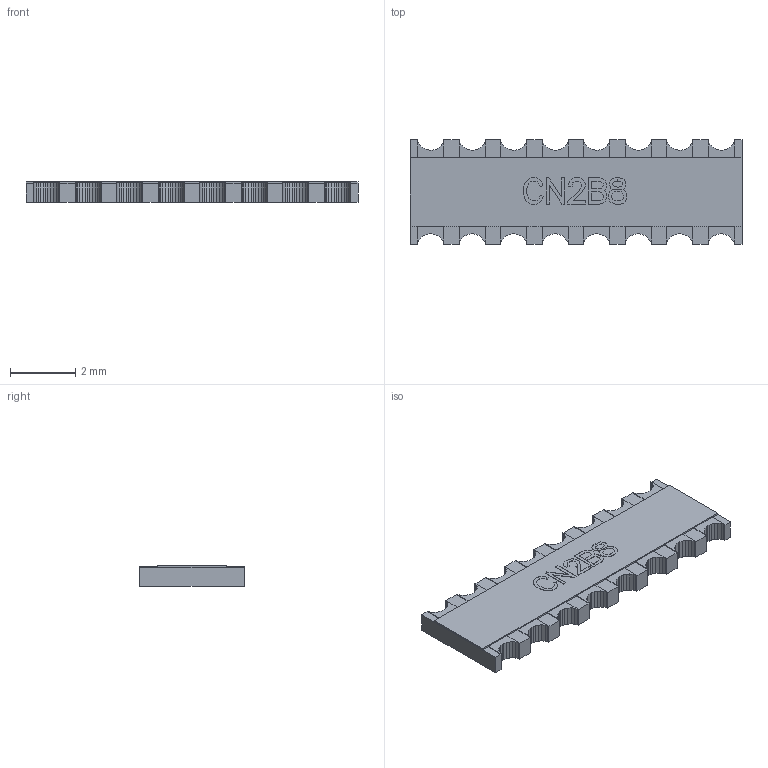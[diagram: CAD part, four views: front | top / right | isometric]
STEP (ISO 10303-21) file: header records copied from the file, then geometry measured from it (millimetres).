
FILE_DESCRIPTION (( 'STEP AP214' ), '1' );
FILE_NAME ('User Library-RR_CN2B8.STEP', '2015-03-06T16:49:12', ( 'Windows User' ), ( '' ), 'SwSTEP 2.0', 'SolidWorks 2015', '' );
FILE_SCHEMA (( 'AUTOMOTIVE_DESIGN' ));
Length unit declared in the file: millimetre
Products named in the file (23): User Library-RR_CN2B8_Extruded_10; User Library-RR_CN2B8_431734608_1; User Library-RR_CN2B8_Board_1; User Library-RR_CN2B8_Extruded_19; User Library-RR_CN2B8_431737296_1; User Library-RR_CN2B8; User Library-RR_CN2B8_Extruded_18; User Library-RR_CN2B8_431737424_1; User Library-RR_CN2B8_Extruded_17; User Library-RR_CN2B8_431737680_1; User Library-RR_CN2B8_Extruded_16; User Library-RR_CN2B8_431737552_1; User Library-RR_CN2B8_Extruded_15; User Library-RR_CN2B8_431737808_1; User Library-RR_CN2B8_Extruded_14; User Library-RR_CN2B8_431737936_1; User Library-RR_CN2B8_Extruded_13; User Library-RR_CN2B8_431738064_1; User Library-RR_CN2B8_Extruded_12; User Library-RR_CN2B8_431738192_1; User Library-RR_CN2B8_Extruded_11; User Library-RR_CN2B8_431738320_1; User Library-RR_CN2B8_Free-Models_1
Assembly tree (36 placements, depth 4):
  User Library-RR_CN2B8
    User Library-RR_CN2B8_Board_1
    User Library-RR_CN2B8_Free-Models_1
      User Library-RR_CN2B8_431738320_1
        User Library-RR_CN2B8_Extruded_10
      User Library-RR_CN2B8_431738192_1
        User Library-RR_CN2B8_Extruded_11
      User Library-RR_CN2B8_431738064_1
        User Library-RR_CN2B8_Extruded_12
      User Library-RR_CN2B8_431737936_1
        User Library-RR_CN2B8_Extruded_13
      User Library-RR_CN2B8_431737808_1
        User Library-RR_CN2B8_Extruded_14
      User Library-RR_CN2B8_431737552_1  x8
        User Library-RR_CN2B8_Extruded_15
      User Library-RR_CN2B8_431737680_1  x8
        User Library-RR_CN2B8_Extruded_16
      User Library-RR_CN2B8_431737424_1
        User Library-RR_CN2B8_Extruded_17
      User Library-RR_CN2B8_431737296_1
        User Library-RR_CN2B8_Extruded_18
      User Library-RR_CN2B8_431734608_1
        User Library-RR_CN2B8_Extruded_19
Bounding box: 10.16 x 3.2 x 0.64 mm (x, y, z)
Volume: 18.2 mm3; surface area: 159.8 mm2
Topology: 23 solids, 27 shells, 573 faces, 1568 edges, 1045 vertices
Faces by surface type: plane 573
Entity records: 13299 total; most frequent: CARTESIAN_POINT 1697, ORIENTED_EDGE 1616, DIRECTION 1500, EDGE_CURVE 812, VECTOR 812, LINE 812, VERTEX_POINT 541, AXIS2_PLACEMENT_3D 344
